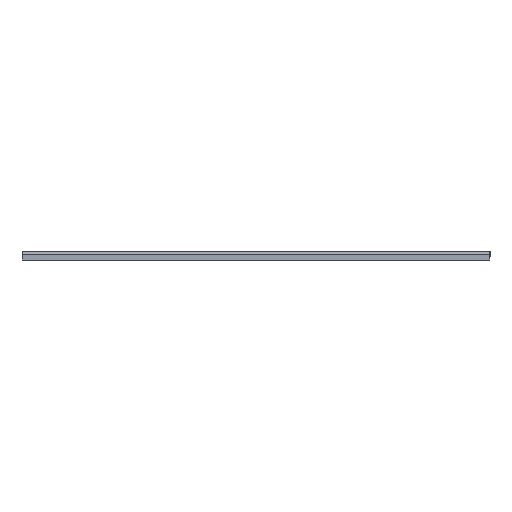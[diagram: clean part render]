
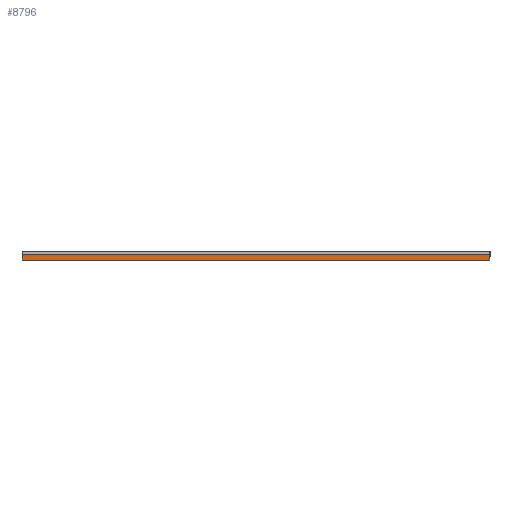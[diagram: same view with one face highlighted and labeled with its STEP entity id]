
A CAD part, front view. The second image highlights one B-rep face of the part: STEP entity #8796.
In plain terms, the highlighted planar face has unit normal (0, -1, 0).
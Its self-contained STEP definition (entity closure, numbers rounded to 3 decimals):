
#812 = DIRECTION ( 'NONE',  ( -1., 0., 0. ) ) ;
#1078 = PLANE ( 'NONE',  #5244 ) ;
#3049 = VECTOR ( 'NONE', #14666, 1000. ) ;
#3120 = CARTESIAN_POINT ( 'NONE',  ( 0., -116.95, 113.87 ) ) ;
#3725 = CARTESIAN_POINT ( 'NONE',  ( 404.8, -116.95, -7.25 ) ) ;
#4128 = VERTEX_POINT ( 'NONE', #5949 ) ;
#4454 = VERTEX_POINT ( 'NONE', #9345 ) ;
#4455 = DIRECTION ( 'NONE',  ( 1., 0., 0. ) ) ;
#4495 = ORIENTED_EDGE ( 'NONE', *, *, #17101, .T. ) ;
#4656 = CARTESIAN_POINT ( 'NONE',  ( -13.875, -116.95, -7.25 ) ) ;
#4988 = EDGE_CURVE ( 'NONE', #4454, #19794, #5364, .T. ) ;
#5244 = AXIS2_PLACEMENT_3D ( 'NONE', #3120, #5437, #812 ) ;
#5364 = LINE ( 'NONE', #26450, #15600 ) ;
#5437 = DIRECTION ( 'NONE',  ( 0., 1., 0. ) ) ;
#5949 = CARTESIAN_POINT ( 'NONE',  ( -13.875, -116.95, -2.237 ) ) ;
#6300 = EDGE_CURVE ( 'NONE', #4128, #19794, #6497, .T. ) ;
#6497 = LINE ( 'NONE', #23110, #14699 ) ;
#7496 = VECTOR ( 'NONE', #20329, 1000. ) ;
#7926 = DIRECTION ( 'NONE',  ( 0., 0., 1. ) ) ;
#8543 = LINE ( 'NONE', #22981, #3049 ) ;
#8614 = ORIENTED_EDGE ( 'NONE', *, *, #4988, .T. ) ;
#8796 = ADVANCED_FACE ( 'NONE', ( #11435 ), #1078, .F. ) ;
#9345 = CARTESIAN_POINT ( 'NONE',  ( 404.8, -116.95, -7.25 ) ) ;
#9598 = LINE ( 'NONE', #3725, #7496 ) ;
#10261 = ORIENTED_EDGE ( 'NONE', *, *, #6300, .F. ) ;
#11032 = EDGE_LOOP ( 'NONE', ( #10261, #4495, #13855, #8614 ) ) ;
#11041 = EDGE_CURVE ( 'NONE', #13904, #4454, #9598, .T. ) ;
#11435 = FACE_OUTER_BOUND ( 'NONE', #11032, .T. ) ;
#13155 = CARTESIAN_POINT ( 'NONE',  ( 404.8, -116.95, -2.237 ) ) ;
#13855 = ORIENTED_EDGE ( 'NONE', *, *, #11041, .T. ) ;
#13904 = VERTEX_POINT ( 'NONE', #4656 ) ;
#14666 = DIRECTION ( 'NONE',  ( 0., 0., -1. ) ) ;
#14699 = VECTOR ( 'NONE', #4455, 1000. ) ;
#15600 = VECTOR ( 'NONE', #7926, 1000. ) ;
#17101 = EDGE_CURVE ( 'NONE', #4128, #13904, #8543, .T. ) ;
#19794 = VERTEX_POINT ( 'NONE', #13155 ) ;
#20329 = DIRECTION ( 'NONE',  ( 1., 0., 0. ) ) ;
#22981 = CARTESIAN_POINT ( 'NONE',  ( -13.875, -116.95, -7.25 ) ) ;
#23110 = CARTESIAN_POINT ( 'NONE',  ( 0., -116.95, -2.237 ) ) ;
#26450 = CARTESIAN_POINT ( 'NONE',  ( 404.8, -116.95, 8.32 ) ) ;
